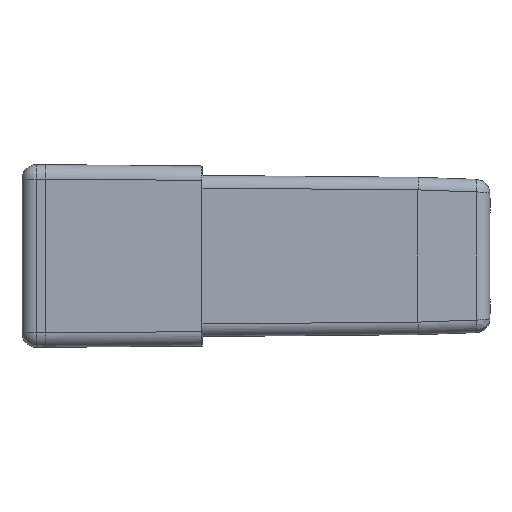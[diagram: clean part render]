
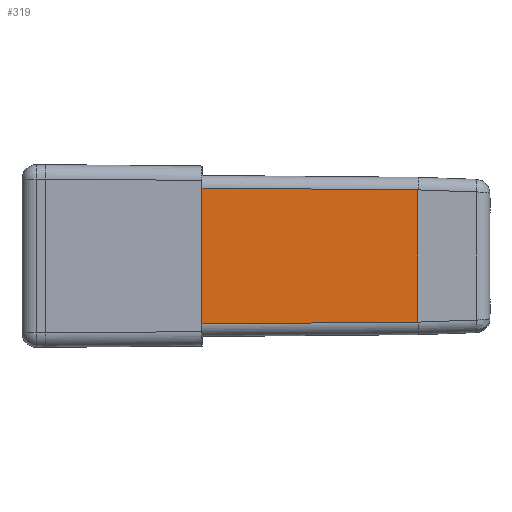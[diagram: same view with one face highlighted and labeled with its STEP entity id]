
A CAD part, left-side view. The second image highlights one B-rep face of the part: STEP entity #319.
In plain terms, the highlighted planar face has unit normal (-1, -0.009, 0).
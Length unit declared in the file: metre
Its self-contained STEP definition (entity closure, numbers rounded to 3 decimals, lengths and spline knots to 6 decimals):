
#319=ADVANCED_FACE('',(#641),#642,.T.);
#641=FACE_OUTER_BOUND('',#2068,.T.);
#642=PLANE('',#2069);
#2068=EDGE_LOOP('',(#3006,#3007,#3008,#3009));
#2069=AXIS2_PLACEMENT_3D('',#3010,#3011,#3012);
#3006=ORIENTED_EDGE('',*,*,#3238,.T.);
#3007=ORIENTED_EDGE('',*,*,#3253,.T.);
#3008=ORIENTED_EDGE('',*,*,#3243,.F.);
#3009=ORIENTED_EDGE('',*,*,#3138,.T.);
#3010=CARTESIAN_POINT('',(-0.011367,0.0,0.011367));
#3011=DIRECTION('',(-1.,-0.009,0.));
#3012=DIRECTION('',(-0.009,1.,0.0));
#3138=EDGE_CURVE('',#3538,#3539,#3540,.T.);
#3238=EDGE_CURVE('',#3539,#3687,#3689,.T.);
#3243=EDGE_CURVE('',#3538,#3696,#3697,.T.);
#3253=EDGE_CURVE('',#3687,#3696,#3709,.T.);
#3538=VERTEX_POINT('',#4226);
#3539=VERTEX_POINT('',#4227);
#3540=LINE('',#4228,#4229);
#3687=VERTEX_POINT('',#4685);
#3689=LINE('',#4697,#4698);
#3696=VERTEX_POINT('',#4708);
#3697=LINE('',#4709,#4710);
#3709=LINE('',#4755,#4756);
#4226=CARTESIAN_POINT('',(-0.011101,-0.03048,0.009323));
#4227=CARTESIAN_POINT('',(-0.011367,0.0,0.009589));
#4228=CARTESIAN_POINT('',(-0.011367,0.000016,0.009589));
#4229=VECTOR('',#5285,1.0);
#4685=CARTESIAN_POINT('',(-0.011367,0.0,-0.009589));
#4697=CARTESIAN_POINT('',(-0.011367,0.0,0.011367));
#4698=VECTOR('',#5354,1.0);
#4708=CARTESIAN_POINT('',(-0.011101,-0.03048,-0.009323));
#4709=CARTESIAN_POINT('',(-0.011101,-0.03048,0.));
#4710=VECTOR('',#5358,1.0);
#4755=CARTESIAN_POINT('',(-0.011365,-0.000183,-0.009587));
#4756=VECTOR('',#5360,1.0);
#5285=DIRECTION('',(-0.009,1.,0.009));
#5354=DIRECTION('',(0.,0.0,-1.0));
#5358=DIRECTION('',(0.,0.0,-1.0));
#5360=DIRECTION('',(0.009,-1.,0.009));
